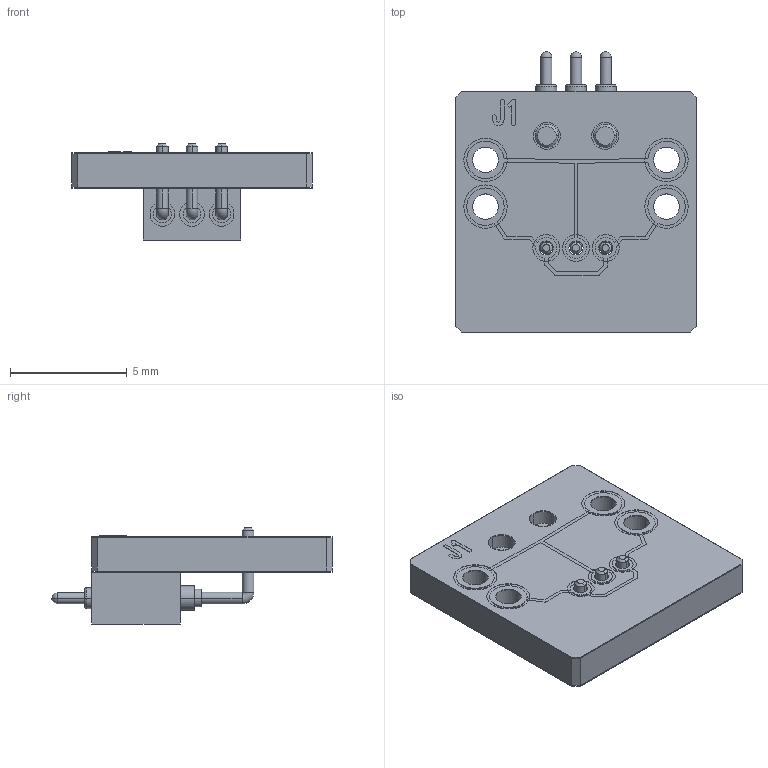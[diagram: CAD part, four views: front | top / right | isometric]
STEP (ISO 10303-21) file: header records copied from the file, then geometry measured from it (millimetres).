
FILE_DESCRIPTION (( 'STEP AP203' ), '1' );
FILE_NAME ('PCBA-000029 (Pulley Sensor Assembly A).STEP', '2022-03-21T15:51:36', ( '' ), ( '' ), 'SwSTEP 2.0', 'SolidWorks 2021', '' );
FILE_SCHEMA (( 'CONFIG_CONTROL_DESIGN' ));
Length unit declared in the file: millimetre
Products named in the file (9): CFE Luis Pin; PCBA-000029 (Pulley Sensor Assembly A); GearV2PullyARevB_CopperBottom; GearV2PullyARevB_BoardAndModels_REv 3; GearV2PullyARevB_Soldermask; CON-000035; GearV2PullyARevB_CopperTop; GearV2PullyARevB_Silkscreen; CFE Luis Pogo Housing
Assembly tree (10 placements, depth 3):
  PCBA-000029 (Pulley Sensor Assembly A)
    GearV2PullyARevB_BoardAndModels_REv 3
    GearV2PullyARevB_CopperBottom
    GearV2PullyARevB_CopperTop
    GearV2PullyARevB_Silkscreen
    GearV2PullyARevB_Soldermask
    CON-000035
      CFE Luis Pogo Housing
      CFE Luis Pin  x3
Bounding box: 10.3 x 12 x 4.11 mm (x, y, z)
Volume: 187.9 mm3; surface area: 875.6 mm2
Topology: 18 solids, 18 shells, 343 faces, 872 edges, 567 vertices
Faces by surface type: cylinder 164, plane 154, cone 10, torus 9, sphere 6
Entity records: 10236 total; most frequent: DIRECTION 1671, CARTESIAN_POINT 1572, ORIENTED_EDGE 1520, EDGE_CURVE 760, AXIS2_PLACEMENT_3D 602, VERTEX_POINT 503, LINE 467, VECTOR 467
